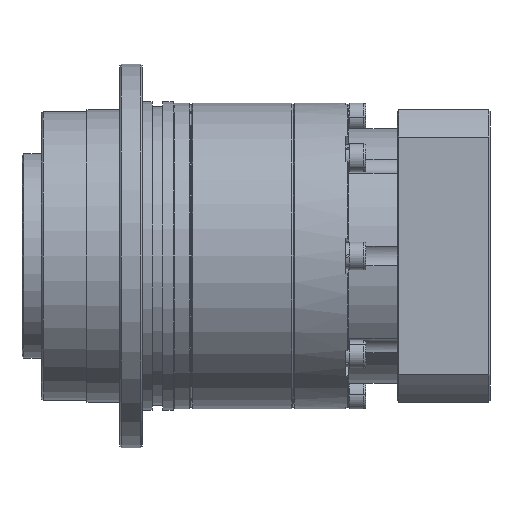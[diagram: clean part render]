
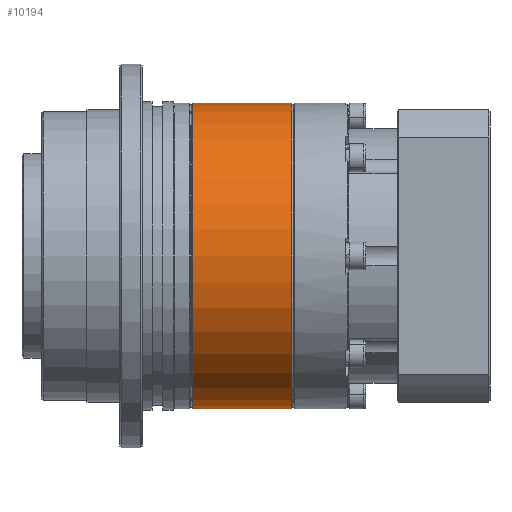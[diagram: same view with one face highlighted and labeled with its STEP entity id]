
A CAD part, front view. The second image highlights one B-rep face of the part: STEP entity #10194.
In plain terms, the highlighted cylindrical face has radius 47 mm (diameter 94 mm), a partial arc.
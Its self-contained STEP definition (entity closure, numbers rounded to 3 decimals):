
#1140 = CYLINDRICAL_SURFACE ( 'NONE', #11086, 47. ) ;
#1648 = FACE_OUTER_BOUND ( 'NONE', #9019, .T. ) ;
#1762 = LINE ( 'NONE', #10565, #17892 ) ;
#1888 = CARTESIAN_POINT ( 'NONE',  ( 31., 0., -47. ) ) ;
#3087 = DIRECTION ( 'NONE',  ( -1., 0., 0. ) ) ;
#3316 = CARTESIAN_POINT ( 'NONE',  ( 0., 0., -47. ) ) ;
#3626 = VECTOR ( 'NONE', #13289, 1000. ) ;
#4350 = VERTEX_POINT ( 'NONE', #8895 ) ;
#4726 = DIRECTION ( 'NONE',  ( -1., 0., 0. ) ) ;
#4750 = DIRECTION ( 'NONE',  ( 0., 0., 1. ) ) ;
#5190 = CIRCLE ( 'NONE', #15866, 47. ) ;
#5966 = EDGE_CURVE ( 'NONE', #4350, #17550, #5190, .T. ) ;
#6049 = EDGE_CURVE ( 'NONE', #17796, #17550, #8582, .T. ) ;
#8133 = CIRCLE ( 'NONE', #12378, 47. ) ;
#8582 = LINE ( 'NONE', #3316, #3626 ) ;
#8895 = CARTESIAN_POINT ( 'NONE',  ( 0.5, 0., 47. ) ) ;
#9019 = EDGE_LOOP ( 'NONE', ( #19949, #13511, #13598, #18923 ) ) ;
#9257 = CARTESIAN_POINT ( 'NONE',  ( 31., 0., 47. ) ) ;
#9808 = CARTESIAN_POINT ( 'NONE',  ( 0.5, 0., 0. ) ) ;
#10194 = ADVANCED_FACE ( 'NONE', ( #1648 ), #1140, .T. ) ;
#10565 = CARTESIAN_POINT ( 'NONE',  ( 0., 0., 47. ) ) ;
#11086 = AXIS2_PLACEMENT_3D ( 'NONE', #16406, #3087, #4750 ) ;
#11479 = DIRECTION ( 'NONE',  ( 0., 0., -1. ) ) ;
#12378 = AXIS2_PLACEMENT_3D ( 'NONE', #14701, #4726, #16376 ) ;
#13289 = DIRECTION ( 'NONE',  ( -1., 0., 0. ) ) ;
#13310 = EDGE_CURVE ( 'NONE', #17438, #4350, #1762, .T. ) ;
#13511 = ORIENTED_EDGE ( 'NONE', *, *, #20604, .T. ) ;
#13598 = ORIENTED_EDGE ( 'NONE', *, *, #13310, .T. ) ;
#14563 = CARTESIAN_POINT ( 'NONE',  ( 0.5, 0., -47. ) ) ;
#14701 = CARTESIAN_POINT ( 'NONE',  ( 31., 0., 0. ) ) ;
#15866 = AXIS2_PLACEMENT_3D ( 'NONE', #9808, #21465, #11479 ) ;
#16376 = DIRECTION ( 'NONE',  ( 0., 0., 1. ) ) ;
#16406 = CARTESIAN_POINT ( 'NONE',  ( 0., 0., 0. ) ) ;
#17438 = VERTEX_POINT ( 'NONE', #9257 ) ;
#17550 = VERTEX_POINT ( 'NONE', #14563 ) ;
#17796 = VERTEX_POINT ( 'NONE', #1888 ) ;
#17892 = VECTOR ( 'NONE', #20545, 1000. ) ;
#18923 = ORIENTED_EDGE ( 'NONE', *, *, #5966, .T. ) ;
#19949 = ORIENTED_EDGE ( 'NONE', *, *, #6049, .F. ) ;
#20545 = DIRECTION ( 'NONE',  ( -1., 0., 0. ) ) ;
#20604 = EDGE_CURVE ( 'NONE', #17796, #17438, #8133, .T. ) ;
#21465 = DIRECTION ( 'NONE',  ( 1., 0., 0. ) ) ;
